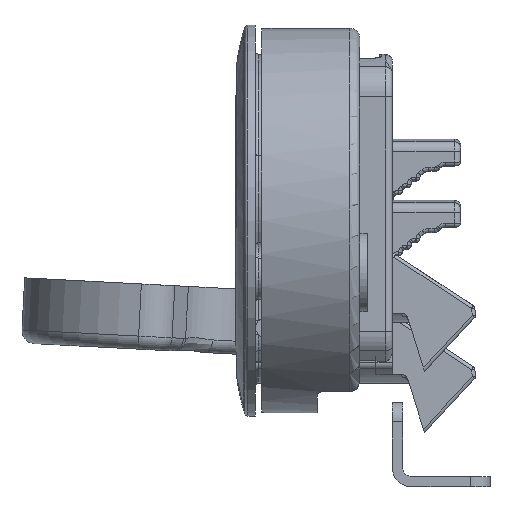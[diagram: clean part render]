
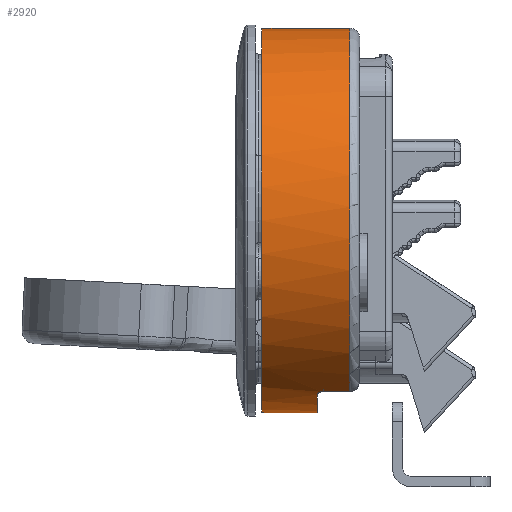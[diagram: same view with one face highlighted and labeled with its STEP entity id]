
A CAD part, left-side view. The second image highlights one B-rep face of the part: STEP entity #2920.
In plain terms, the highlighted cylindrical face has radius 29.5 mm (diameter 59 mm), a partial arc.
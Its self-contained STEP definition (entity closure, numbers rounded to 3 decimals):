
#115 = CIRCLE ( 'NONE', #413, 29.5 ) ;
#413 = AXIS2_PLACEMENT_3D ( 'NONE', #5776, #5470, #15606 ) ;
#902 = CARTESIAN_POINT ( 'NONE',  ( -26.23, 13.5, 9.5 ) ) ;
#1776 = CARTESIAN_POINT ( 'NONE',  ( 0., 0., 0. ) ) ;
#1973 = CIRCLE ( 'NONE', #9341, 29.5 ) ;
#2088 = EDGE_CURVE ( 'NONE', #12485, #13255, #15229, .T. ) ;
#2132 = ORIENTED_EDGE ( 'NONE', *, *, #12360, .F. ) ;
#2211 = CARTESIAN_POINT ( 'NONE',  ( -26.23, 13.5, 15. ) ) ;
#2224 = CYLINDRICAL_SURFACE ( 'NONE', #3484, 29.5 ) ;
#2783 = LINE ( 'NONE', #3920, #13257 ) ;
#2920 = ADVANCED_FACE ( 'NONE', ( #14027 ), #2224, .T. ) ;
#3305 = DIRECTION ( 'NONE',  ( 1., 0., 0. ) ) ;
#3484 = AXIS2_PLACEMENT_3D ( 'NONE', #9516, #9901, #15720 ) ;
#3590 = CARTESIAN_POINT ( 'NONE',  ( -26.435, 13.094, 8.685 ) ) ;
#3920 = CARTESIAN_POINT ( 'NONE',  ( -29.5, 0., 15. ) ) ;
#4303 = CIRCLE ( 'NONE', #12914, 29.5 ) ;
#4892 = LINE ( 'NONE', #2211, #12173 ) ;
#4935 = CARTESIAN_POINT ( 'NONE',  ( -26.662, 12.626, 8.5 ) ) ;
#5457 = CARTESIAN_POINT ( 'NONE',  ( -26.23, 13.5, 9.5 ) ) ;
#5470 = DIRECTION ( 'NONE',  ( 0., 0., -1. ) ) ;
#5636 = CARTESIAN_POINT ( 'NONE',  ( 29.5, 0., 15. ) ) ;
#5658 = CARTESIAN_POINT ( 'NONE',  ( 29.5, 0., 0. ) ) ;
#5776 = CARTESIAN_POINT ( 'NONE',  ( 0., 0., 13.5 ) ) ;
#5855 = EDGE_CURVE ( 'NONE', #14368, #9530, #4892, .T. ) ;
#6482 = CARTESIAN_POINT ( 'NONE',  ( -26.721, 12.5, 8.5 ) ) ;
#6488 = CARTESIAN_POINT ( 'NONE',  ( -26.34, 13.284, 8.865 ) ) ;
#6901 = ORIENTED_EDGE ( 'NONE', *, *, #5855, .F. ) ;
#7455 = ORIENTED_EDGE ( 'NONE', *, *, #11240, .T. ) ;
#8210 = EDGE_CURVE ( 'NONE', #18812, #16116, #2783, .T. ) ;
#8322 = CARTESIAN_POINT ( 'NONE',  ( -26.245, 13.471, 9.223 ) ) ;
#8503 = CARTESIAN_POINT ( 'NONE',  ( 29.5, 0., 13.5 ) ) ;
#9131 = EDGE_CURVE ( 'NONE', #13255, #16116, #1973, .T. ) ;
#9341 = AXIS2_PLACEMENT_3D ( 'NONE', #1776, #12063, #3305 ) ;
#9516 = CARTESIAN_POINT ( 'NONE',  ( 0., 0., 15. ) ) ;
#9530 = VERTEX_POINT ( 'NONE', #5457 ) ;
#9806 = ORIENTED_EDGE ( 'NONE', *, *, #2088, .T. ) ;
#9901 = DIRECTION ( 'NONE',  ( 0., 0., -1. ) ) ;
#9983 = CARTESIAN_POINT ( 'NONE',  ( -29.5, 0., 0. ) ) ;
#10080 = ORIENTED_EDGE ( 'NONE', *, *, #9131, .T. ) ;
#10438 = CARTESIAN_POINT ( 'NONE',  ( -26.23, 13.5, 13.5 ) ) ;
#10916 = CARTESIAN_POINT ( 'NONE',  ( -26.488, 12.986, 8.617 ) ) ;
#11240 = EDGE_CURVE ( 'NONE', #13424, #9530, #14081, .T. ) ;
#11270 = CARTESIAN_POINT ( 'NONE',  ( 0., 0., 8.5 ) ) ;
#11717 = EDGE_LOOP ( 'NONE', ( #15913, #9806, #10080, #14727, #2132, #7455, #6901 ) ) ;
#11917 = EDGE_CURVE ( 'NONE', #14368, #12485, #115, .T. ) ;
#12063 = DIRECTION ( 'NONE',  ( 0., 0., 1. ) ) ;
#12173 = VECTOR ( 'NONE', #18198, 1000. ) ;
#12360 = EDGE_CURVE ( 'NONE', #13424, #18812, #4303, .T. ) ;
#12485 = VERTEX_POINT ( 'NONE', #8503 ) ;
#12545 = CARTESIAN_POINT ( 'NONE',  ( -26.721, 12.5, 8.5 ) ) ;
#12610 = DIRECTION ( 'NONE',  ( 1., 0., 0. ) ) ;
#12914 = AXIS2_PLACEMENT_3D ( 'NONE', #11270, #18416, #12610 ) ;
#13255 = VERTEX_POINT ( 'NONE', #5658 ) ;
#13257 = VECTOR ( 'NONE', #17425, 1000. ) ;
#13311 = VECTOR ( 'NONE', #15315, 1000. ) ;
#13424 = VERTEX_POINT ( 'NONE', #12545 ) ;
#13774 = CARTESIAN_POINT ( 'NONE',  ( -26.603, 12.749, 8.523 ) ) ;
#14027 = FACE_OUTER_BOUND ( 'NONE', #11717, .T. ) ;
#14050 = CARTESIAN_POINT ( 'NONE',  ( -29.5, 0., 8.5 ) ) ;
#14081 = B_SPLINE_CURVE_WITH_KNOTS ( 'NONE', 3,
 ( #6482, #4935, #13774, #10916, #3590, #6488, #15288, #8322, #14156, #902 ),
 .UNSPECIFIED., .F., .F.,
 ( 4, 2, 2, 2, 4 ),
 ( 0., 0., 0.001, 0.001, 0.002 ),
 .UNSPECIFIED. ) ;
#14156 = CARTESIAN_POINT ( 'NONE',  ( -26.23, 13.5, 9.36 ) ) ;
#14368 = VERTEX_POINT ( 'NONE', #10438 ) ;
#14727 = ORIENTED_EDGE ( 'NONE', *, *, #8210, .F. ) ;
#15229 = LINE ( 'NONE', #5636, #13311 ) ;
#15288 = CARTESIAN_POINT ( 'NONE',  ( -26.301, 13.361, 8.974 ) ) ;
#15315 = DIRECTION ( 'NONE',  ( 0., 0., -1. ) ) ;
#15606 = DIRECTION ( 'NONE',  ( 1., 0., 0. ) ) ;
#15720 = DIRECTION ( 'NONE',  ( -1., 0., 0. ) ) ;
#15913 = ORIENTED_EDGE ( 'NONE', *, *, #11917, .T. ) ;
#16116 = VERTEX_POINT ( 'NONE', #9983 ) ;
#17425 = DIRECTION ( 'NONE',  ( 0., 0., -1. ) ) ;
#18198 = DIRECTION ( 'NONE',  ( 0., 0., -1. ) ) ;
#18416 = DIRECTION ( 'NONE',  ( 0., 0., 1. ) ) ;
#18812 = VERTEX_POINT ( 'NONE', #14050 ) ;
